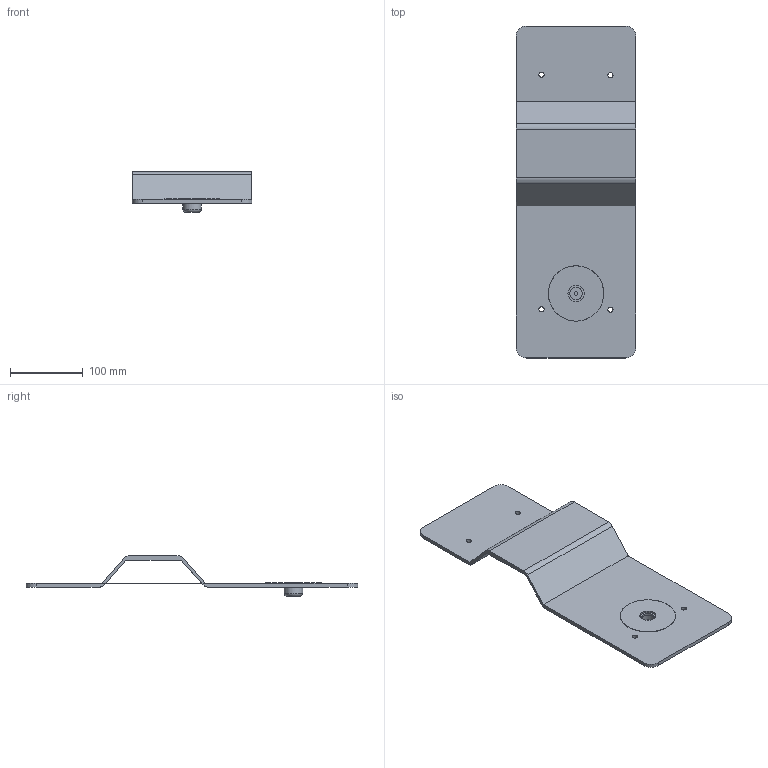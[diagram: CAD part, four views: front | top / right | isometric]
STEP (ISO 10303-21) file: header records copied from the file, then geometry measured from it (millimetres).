
FILE_DESCRIPTION(('HOOPS Exchange Step'),'2;1');
FILE_NAME('temp_export','2024-07-12T20:23:03+18:00',('mobile'),('Shapr3D Limited'),'HOOPS Exchange 2024.2','Shapr3D','Authorized');
FILE_SCHEMA( ('AUTOMOTIVE_DESIGN { 1 0 10303 214 1 1 1 1 }') );
Length unit declared in the file: millimetre
Products named in the file (1): root
Bounding box: 165.18 x 457.2 x 55.78 mm (x, y, z)
Volume: 408192.3 mm3; surface area: 172278.3 mm2
Topology: 3 solids, 3 shells, 52 faces, 141 edges, 94 vertices
Faces by surface type: plane 31, cylinder 20, torus 1
Full cylindrical faces by diameter (mm): 5.08 x1, 7 x4, 17.272 x3, 22.352 x1, 25.4 x1, 76.2 x2
Entity records: 1711 total; most frequent: DIRECTION 299, CARTESIAN_POINT 288, ORIENTED_EDGE 282, EDGE_CURVE 141, AXIS2_PLACEMENT_3D 105, VERTEX_POINT 94, VECTOR 89, LINE 89
